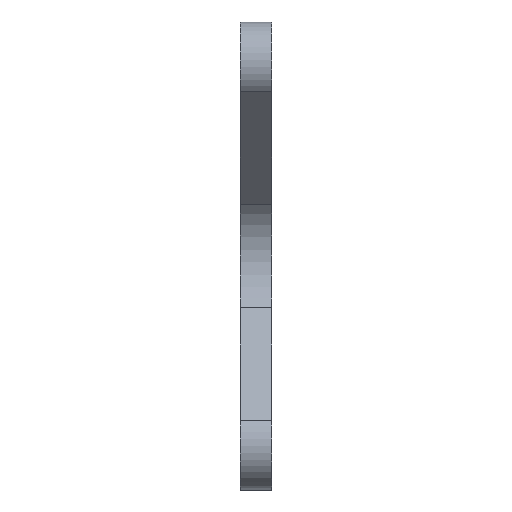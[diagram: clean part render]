
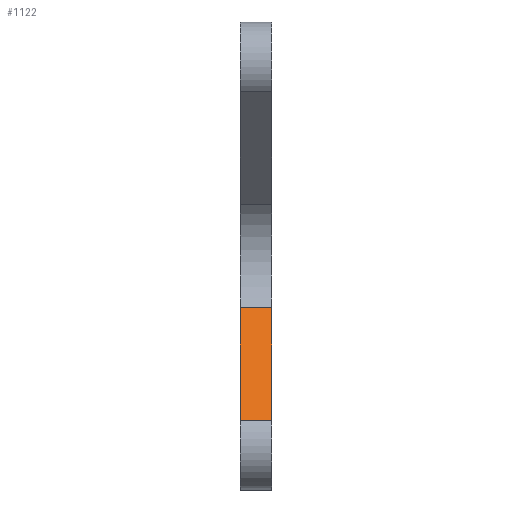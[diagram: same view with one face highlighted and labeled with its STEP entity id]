
A CAD part, front view. The second image highlights one B-rep face of the part: STEP entity #1122.
In plain terms, the highlighted planar face has unit normal (0, -0.707, 0.707).
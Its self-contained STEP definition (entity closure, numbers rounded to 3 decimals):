
#45 = ORIENTED_EDGE ( 'NONE', *, *, #741, .F. ) ;
#102 = CARTESIAN_POINT ( 'NONE',  ( 1151.407, 957.732, 794.634 ) ) ;
#171 = VERTEX_POINT ( 'NONE', #271 ) ;
#189 = DIRECTION ( 'NONE',  ( 0., 0.707, -0.707 ) ) ;
#192 = FACE_OUTER_BOUND ( 'NONE', #809, .T. ) ;
#194 = CARTESIAN_POINT ( 'NONE',  ( 1148.407, 968.507, 805.416 ) ) ;
#222 = LINE ( 'NONE', #102, #667 ) ;
#271 = CARTESIAN_POINT ( 'NONE',  ( 1148.407, 957.732, 794.634 ) ) ;
#292 = DIRECTION ( 'NONE',  ( 0., 0.707, 0.707 ) ) ;
#341 = LINE ( 'NONE', #767, #1216 ) ;
#347 = VERTEX_POINT ( 'NONE', #1047 ) ;
#450 = ORIENTED_EDGE ( 'NONE', *, *, #499, .T. ) ;
#490 = CARTESIAN_POINT ( 'NONE',  ( 1151.407, 957.732, 794.634 ) ) ;
#494 = EDGE_CURVE ( 'NONE', #347, #171, #341, .T. ) ;
#499 = EDGE_CURVE ( 'NONE', #899, #1111, #1089, .T. ) ;
#578 = CARTESIAN_POINT ( 'NONE',  ( 1151.407, 968.507, 805.416 ) ) ;
#583 = AXIS2_PLACEMENT_3D ( 'NONE', #490, #189, #292 ) ;
#590 = EDGE_CURVE ( 'NONE', #1111, #171, #869, .T. ) ;
#595 = ORIENTED_EDGE ( 'NONE', *, *, #494, .F. ) ;
#648 = DIRECTION ( 'NONE',  ( 0., -0.707, -0.707 ) ) ;
#667 = VECTOR ( 'NONE', #1167, 1000. ) ;
#692 = PLANE ( 'NONE',  #583 ) ;
#741 = EDGE_CURVE ( 'NONE', #899, #347, #222, .T. ) ;
#752 = CARTESIAN_POINT ( 'NONE',  ( 1151.407, 968.507, 805.416 ) ) ;
#767 = CARTESIAN_POINT ( 'NONE',  ( 1151.407, 957.732, 794.634 ) ) ;
#809 = EDGE_LOOP ( 'NONE', ( #1164, #595, #45, #450 ) ) ;
#841 = CARTESIAN_POINT ( 'NONE',  ( 1148.407, 957.732, 794.634 ) ) ;
#869 = LINE ( 'NONE', #841, #1353 ) ;
#899 = VERTEX_POINT ( 'NONE', #578 ) ;
#979 = DIRECTION ( 'NONE',  ( -1., 0., 0. ) ) ;
#1047 = CARTESIAN_POINT ( 'NONE',  ( 1151.407, 957.732, 794.634 ) ) ;
#1089 = LINE ( 'NONE', #752, #1150 ) ;
#1111 = VERTEX_POINT ( 'NONE', #194 ) ;
#1122 = ADVANCED_FACE ( 'NONE', ( #192 ), #692, .F. ) ;
#1150 = VECTOR ( 'NONE', #1182, 1000. ) ;
#1164 = ORIENTED_EDGE ( 'NONE', *, *, #590, .T. ) ;
#1167 = DIRECTION ( 'NONE',  ( 0., -0.707, -0.707 ) ) ;
#1182 = DIRECTION ( 'NONE',  ( -1., 0., 0. ) ) ;
#1216 = VECTOR ( 'NONE', #979, 1000. ) ;
#1353 = VECTOR ( 'NONE', #648, 1000. ) ;
